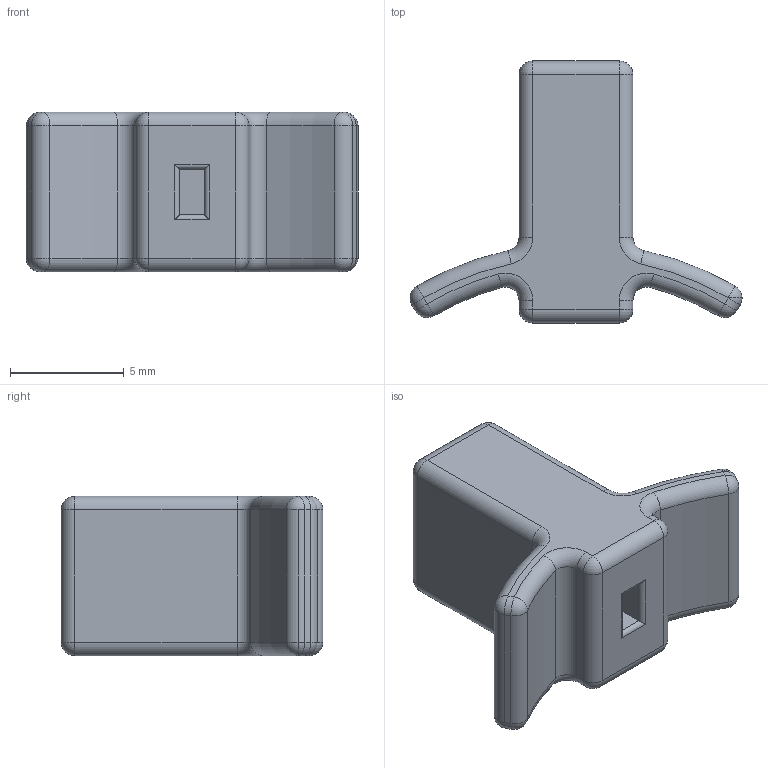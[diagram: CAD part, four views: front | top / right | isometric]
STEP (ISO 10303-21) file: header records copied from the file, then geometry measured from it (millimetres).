
FILE_DESCRIPTION (( 'STEP AP214' ), '1' );
FILE_NAME ('y-joystick-cover.STEP', '2025-09-10T01:26:30', ( '' ), ( '' ), 'SwSTEP 2.0', 'SolidWorks 2023', '' );
FILE_SCHEMA (( 'AUTOMOTIVE_DESIGN' ));
Length unit declared in the file: millimetre
Products named in the file (1): y-joystick-cover
Bounding box: 14.58 x 11.5 x 7 mm (x, y, z)
Volume: 488.3 mm3; surface area: 494.2 mm2
Topology: 1 solids, 1 shells, 86 faces, 197 edges, 100 vertices
Faces by surface type: cylinder 37, sphere 18, torus 16, plane 15
Entity records: 2258 total; most frequent: DIRECTION 449, CARTESIAN_POINT 372, ORIENTED_EDGE 356, AXIS2_PLACEMENT_3D 188, EDGE_CURVE 178, CIRCLE 101, VERTEX_POINT 95, EDGE_LOOP 87
